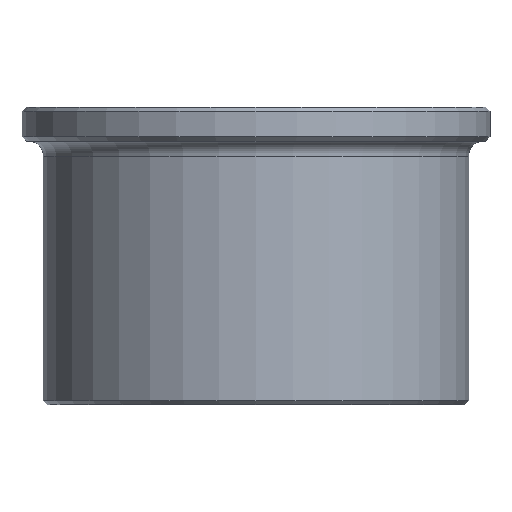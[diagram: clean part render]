
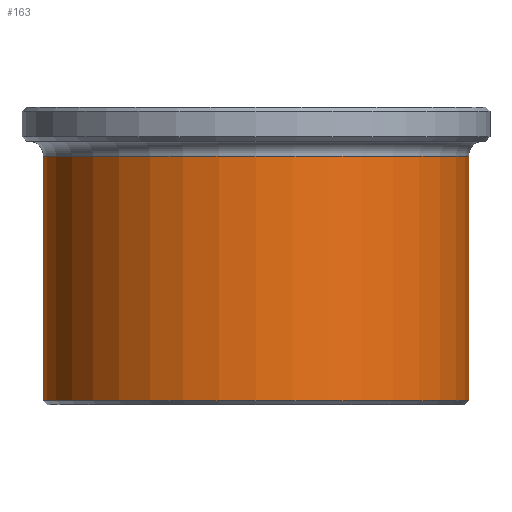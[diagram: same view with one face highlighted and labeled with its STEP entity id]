
A CAD part, front view. The second image highlights one B-rep face of the part: STEP entity #163.
In plain terms, the highlighted cylindrical face has radius 50 mm (diameter 100 mm), a full revolution.
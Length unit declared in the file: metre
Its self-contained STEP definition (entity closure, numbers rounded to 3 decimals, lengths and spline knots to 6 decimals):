
#163=ADVANCED_FACE('',(#199,#200),#201,.T.);
#199=FACE_OUTER_BOUND('',#3163,.T.);
#200=FACE_OUTER_BOUND('',#3164,.T.);
#201=CYLINDRICAL_SURFACE('',#3165,0.05);
#3163=EDGE_LOOP('',(#6158));
#3164=EDGE_LOOP('',(#6159));
#3165=AXIS2_PLACEMENT_3D('',#6160,#6161,#6162);
#6158=ORIENTED_EDGE('',*,*,#6211,.T.);
#6159=ORIENTED_EDGE('',*,*,#6212,.F.);
#6160=CARTESIAN_POINT('',(0.0,0.0,0.));
#6161=DIRECTION('',(0.0,0.,-1.0));
#6162=DIRECTION('',(0.0,1.0,0.));
#6211=EDGE_CURVE('',#6250,#6250,#6251,.T.);
#6212=EDGE_CURVE('',#6252,#6252,#6253,.T.);
#6250=VERTEX_POINT('',#6522);
#6251=CIRCLE('',#6523,0.05);
#6252=VERTEX_POINT('',#6524);
#6253=CIRCLE('',#6525,0.05);
#6522=CARTESIAN_POINT('',(0.0,0.05,0.0585));
#6523=AXIS2_PLACEMENT_3D('',#6569,#6570,#6571);
#6524=CARTESIAN_POINT('',(0.0,0.05,0.001));
#6525=AXIS2_PLACEMENT_3D('',#6572,#6573,#6574);
#6569=CARTESIAN_POINT('',(0.0,0.0,0.0585));
#6570=DIRECTION('',(0.0,0.,-1.0));
#6571=DIRECTION('',(0.0,1.0,0.));
#6572=CARTESIAN_POINT('',(0.0,0.0,0.001));
#6573=DIRECTION('',(0.0,0.,-1.0));
#6574=DIRECTION('',(0.0,1.0,0.));
